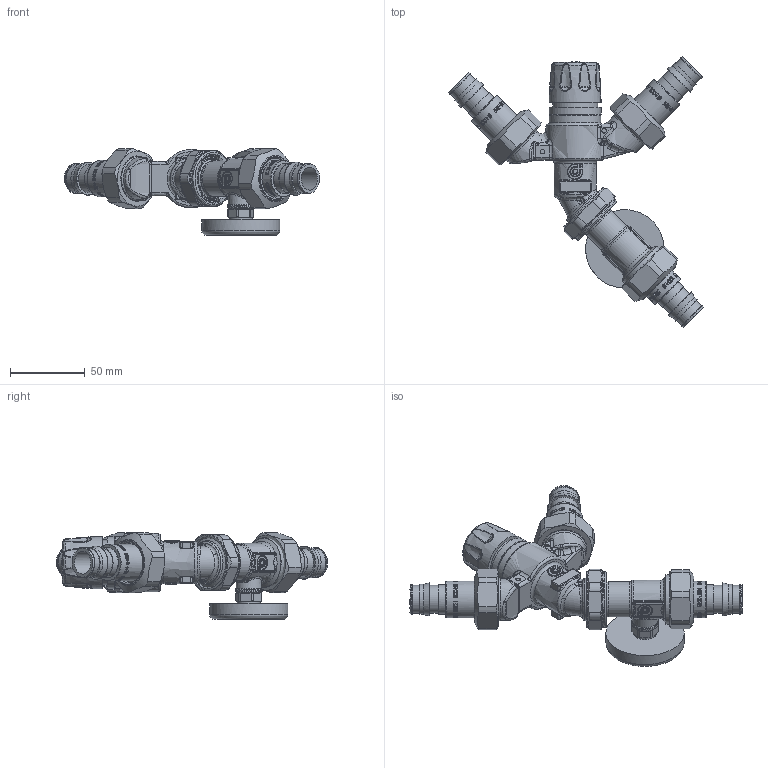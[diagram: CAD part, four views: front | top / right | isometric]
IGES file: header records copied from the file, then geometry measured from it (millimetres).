
Global section: file name: 520515AC; native system: Autodesk Inventor 2024; preprocessor: unknown; author: ischreiner; date: 20250709.102528; units: inch
Bounding box: 170.55 x 181.15 x 57.97 mm (x, y, z)
Volume: 243035.4 mm3; surface area: 82725.2 mm2
Topology: 16 solids, 16 shells, 3486 faces, 9060 edges, 5672 vertices
Faces by surface type: bspline 3486
